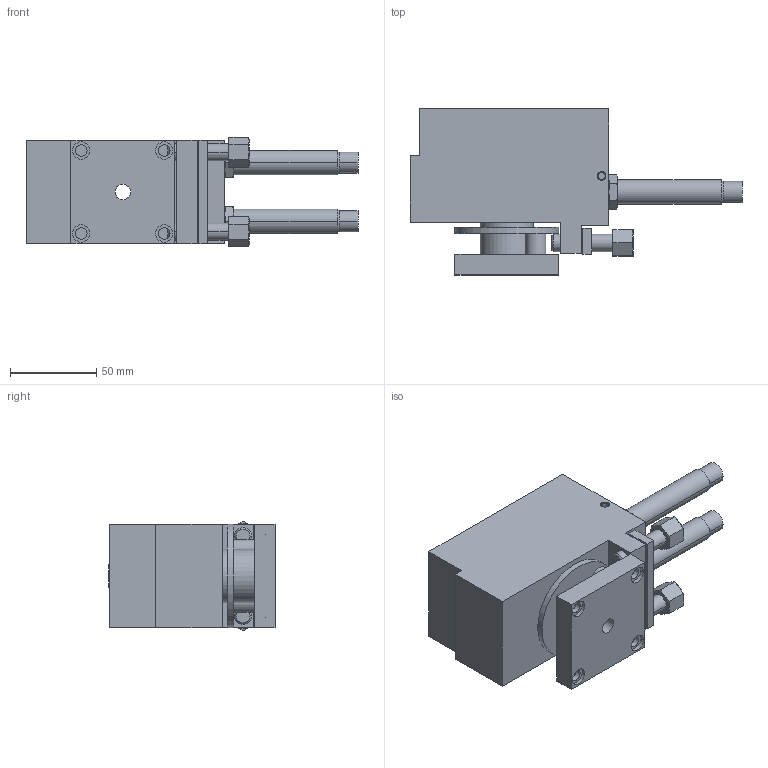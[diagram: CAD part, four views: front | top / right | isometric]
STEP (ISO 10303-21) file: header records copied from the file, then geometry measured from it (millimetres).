
FILE_DESCRIPTION((''),'2;1');
FILE_NAME('MSR-3.stp','2012-10-05T15:27:11',('hartung_david'),(''),'Autodesk Inventor 2012','Autodesk Inventor 2012','');
FILE_SCHEMA(('AUTOMOTIVE_DESIGN { 1 0 10303 214 1 1 1 1 }'));
Length unit declared in the file: millimetre
Products named in the file (3): MSR-3; MSR-3-010; MSR-3-020
Assembly tree (2 placements, depth 2):
  MSR-3
    MSR-3-010
    MSR-3-020
Bounding box: 192 x 96.01 x 63.31 mm (x, y, z)
Volume: 546452.8 mm3; surface area: 75627.5 mm2
Topology: 2 solids, 2 shells, 249 faces, 559 edges, 353 vertices
Faces by surface type: plane 97, cone 80, cylinder 72
Full cylindrical faces by diameter (mm): 6.647 x4, 9 x1, 10 x4, 10.5 x4, 12 x2, 30.8 x2, 60 x1
Entity records: 7095 total; most frequent: CARTESIAN_POINT 1334, DIRECTION 1168, ORIENTED_EDGE 1076, EDGE_CURVE 538, AXIS2_PLACEMENT_3D 472, VERTEX_POINT 350, EDGE_LOOP 324, STYLED_ITEM 251
